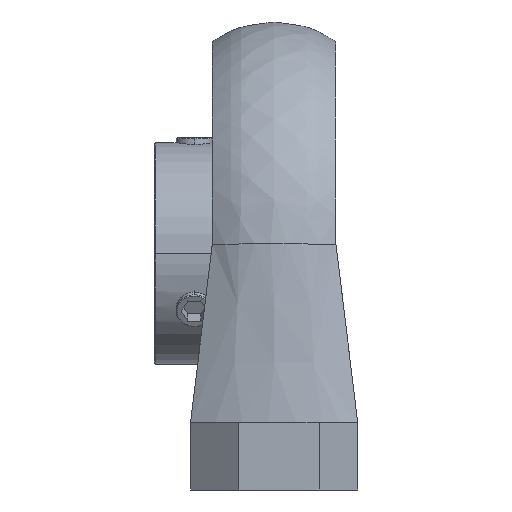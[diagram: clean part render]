
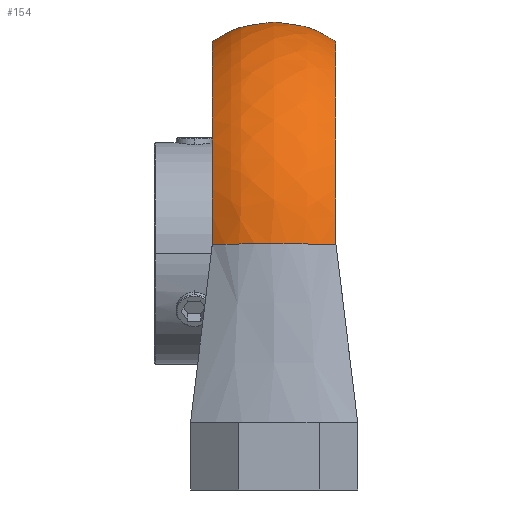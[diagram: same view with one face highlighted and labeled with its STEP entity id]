
A CAD part, left-side view. The second image highlights one B-rep face of the part: STEP entity #154.
In plain terms, the highlighted free-form (B-spline) face has degree [2, 3] with [3, 18] control points.
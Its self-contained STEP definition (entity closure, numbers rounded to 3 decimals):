
#154=ADVANCED_FACE('',(#306),#2231,.T.);
#306=FACE_OUTER_BOUND('',#464,.T.);
#464=EDGE_LOOP('',(#856,#857,#858,#859));
#856=ORIENTED_EDGE('',*,*,#1428,.F.);
#857=ORIENTED_EDGE('',*,*,#1427,.T.);
#858=ORIENTED_EDGE('',*,*,#1426,.F.);
#859=ORIENTED_EDGE('',*,*,#1425,.F.);
#1425=EDGE_CURVE('',#2022,#2054,#1702,.T.);
#1426=EDGE_CURVE('',#2054,#2055,#1703,.T.);
#1427=EDGE_CURVE('',#2023,#2055,#1704,.T.);
#1428=EDGE_CURVE('',#2023,#2022,#1705,.T.);
#1702=(
BOUNDED_CURVE()
B_SPLINE_CURVE(3,(#3276,#3277,#3278,#3279,#3280,#3281,#3282,#3283,#3284,
#3285,#3286,#3287,#3288,#3289,#3290,#3291,#3292,#3293),.UNSPECIFIED.,.F.,
 .F.)
B_SPLINE_CURVE_WITH_KNOTS((4,2,2,2,2,2,2,2,4),(0.,8.39,16.779,
25.169,33.558,41.948,50.337,58.727,
67.116),.UNSPECIFIED.)
CURVE()
GEOMETRIC_REPRESENTATION_ITEM()
RATIONAL_B_SPLINE_CURVE((1.,1.,1.,1.,1.,1.,
1.,1.,1.,1.,1.,1.,1.,1.,1.,1.,1.,1.))
REPRESENTATION_ITEM('')
);
#1703=(
BOUNDED_CURVE()
B_SPLINE_CURVE(2,(#3294,#3295,#3296),.UNSPECIFIED.,.F.,.F.)
B_SPLINE_CURVE_WITH_KNOTS((3,3),(-13.618,0.),.UNSPECIFIED.)
CURVE()
GEOMETRIC_REPRESENTATION_ITEM()
RATIONAL_B_SPLINE_CURVE((1.,0.822,1.))
REPRESENTATION_ITEM('')
);
#1704=(
BOUNDED_CURVE()
B_SPLINE_CURVE(3,(#3297,#3298,#3299,#3300,#3301,#3302,#3303,#3304,#3305,
#3306,#3307,#3308,#3309,#3310,#3311,#3312,#3313,#3314),.UNSPECIFIED.,.F.,
 .F.)
B_SPLINE_CURVE_WITH_KNOTS((4,2,2,2,2,2,2,2,4),(0.,8.39,16.779,
25.169,33.558,41.948,50.337,58.727,
67.116),.UNSPECIFIED.)
CURVE()
GEOMETRIC_REPRESENTATION_ITEM()
RATIONAL_B_SPLINE_CURVE((1.,1.,1.,1.,1.,1.,
1.,1.,1.,1.,1.,1.,1.,1.,1.,1.,1.,1.))
REPRESENTATION_ITEM('')
);
#1705=(
BOUNDED_CURVE()
B_SPLINE_CURVE(2,(#3315,#3316,#3317),.UNSPECIFIED.,.F.,.F.)
B_SPLINE_CURVE_WITH_KNOTS((3,3),(0.,13.618),.UNSPECIFIED.)
CURVE()
GEOMETRIC_REPRESENTATION_ITEM()
RATIONAL_B_SPLINE_CURVE((1.,0.822,1.))
REPRESENTATION_ITEM('')
);
#2022=VERTEX_POINT('',#2818);
#2023=VERTEX_POINT('',#2819);
#2054=VERTEX_POINT('',#2850);
#2055=VERTEX_POINT('',#2851);
#2231=(
BOUNDED_SURFACE()
B_SPLINE_SURFACE(2,3,((#2717,#2718,#2719,#2720,#2721,#2722,#2723,#2724,
#2725,#2726,#2727,#2728,#2729,#2730,#2731,#2732,#2733,#2734),(#2735,#2736,
#2737,#2738,#2739,#2740,#2741,#2742,#2743,#2744,#2745,#2746,#2747,#2748,
#2749,#2750,#2751,#2752),(#2753,#2754,#2755,#2756,#2757,#2758,#2759,#2760,
#2761,#2762,#2763,#2764,#2765,#2766,#2767,#2768,#2769,#2770)),
 .UNSPECIFIED.,.F.,.F.,.F.)
B_SPLINE_SURFACE_WITH_KNOTS((3,3),(4,2,2,2,2,2,2,2,4),(-13.618,
0.),(0.,8.39,16.779,25.169,33.558,
41.948,50.337,58.727,67.116),
 .UNSPECIFIED.)
GEOMETRIC_REPRESENTATION_ITEM()
RATIONAL_B_SPLINE_SURFACE(((1.,1.,1.,1.,1.,1.,
1.,1.,1.,1.,1.,1.,1.,1.,1.,1.,1.,1.),(0.822,
0.822,0.822,0.822,0.822,
0.822,0.822,0.822,0.822,
0.822,0.822,0.822,0.822,
0.822,0.822,0.822,0.822,
0.822),(1.,1.,1.,1.,1.,1.,1.,
1.,1.,1.,1.,1.,1.,1.,1.,1.,1.,1.)))
REPRESENTATION_ITEM('')
SURFACE()
);
#2717=CARTESIAN_POINT('',(-21.924,11.494,25.396));
#2718=CARTESIAN_POINT('',(-21.808,11.494,28.191));
#2719=CARTESIAN_POINT('',(-21.15,11.494,30.961));
#2720=CARTESIAN_POINT('',(-18.848,11.494,36.059));
#2721=CARTESIAN_POINT('',(-17.204,11.494,38.384));
#2722=CARTESIAN_POINT('',(-13.167,11.494,42.255));
#2723=CARTESIAN_POINT('',(-10.775,11.494,43.799));
#2724=CARTESIAN_POINT('',(-5.585,11.494,45.886));
#2725=CARTESIAN_POINT('',(-2.79,11.494,46.427));
#2726=CARTESIAN_POINT('',(2.804,11.494,46.427));
#2727=CARTESIAN_POINT('',(5.599,11.494,45.886));
#2728=CARTESIAN_POINT('',(10.789,11.494,43.799));
#2729=CARTESIAN_POINT('',(13.181,11.494,42.255));
#2730=CARTESIAN_POINT('',(17.218,11.494,38.384));
#2731=CARTESIAN_POINT('',(18.862,11.494,36.059));
#2732=CARTESIAN_POINT('',(21.164,11.494,30.961));
#2733=CARTESIAN_POINT('',(21.822,11.494,28.191));
#2734=CARTESIAN_POINT('',(21.938,11.494,25.396));
#2735=CARTESIAN_POINT('',(-26.353,5.094,25.582));
#2736=CARTESIAN_POINT('',(-26.214,5.094,28.941));
#2737=CARTESIAN_POINT('',(-25.422,5.094,32.27));
#2738=CARTESIAN_POINT('',(-22.656,5.094,38.398));
#2739=CARTESIAN_POINT('',(-20.68,5.094,41.193));
#2740=CARTESIAN_POINT('',(-15.828,5.094,45.846));
#2741=CARTESIAN_POINT('',(-12.953,5.094,47.702));
#2742=CARTESIAN_POINT('',(-6.715,5.094,50.21));
#2743=CARTESIAN_POINT('',(-3.355,5.094,50.86));
#2744=CARTESIAN_POINT('',(3.369,5.094,50.86));
#2745=CARTESIAN_POINT('',(6.728,5.094,50.21));
#2746=CARTESIAN_POINT('',(12.967,5.094,47.702));
#2747=CARTESIAN_POINT('',(15.842,5.094,45.846));
#2748=CARTESIAN_POINT('',(20.694,5.094,41.193));
#2749=CARTESIAN_POINT('',(22.67,5.094,38.398));
#2750=CARTESIAN_POINT('',(25.436,5.094,32.27));
#2751=CARTESIAN_POINT('',(26.228,5.094,28.941));
#2752=CARTESIAN_POINT('',(26.367,5.094,25.582));
#2753=CARTESIAN_POINT('',(-21.924,-1.306,25.396));
#2754=CARTESIAN_POINT('',(-21.808,-1.306,28.191));
#2755=CARTESIAN_POINT('',(-21.15,-1.306,30.961));
#2756=CARTESIAN_POINT('',(-18.848,-1.306,36.059));
#2757=CARTESIAN_POINT('',(-17.204,-1.306,38.384));
#2758=CARTESIAN_POINT('',(-13.167,-1.306,42.255));
#2759=CARTESIAN_POINT('',(-10.775,-1.306,43.799));
#2760=CARTESIAN_POINT('',(-5.585,-1.306,45.886));
#2761=CARTESIAN_POINT('',(-2.79,-1.306,46.427));
#2762=CARTESIAN_POINT('',(2.804,-1.306,46.427));
#2763=CARTESIAN_POINT('',(5.599,-1.306,45.886));
#2764=CARTESIAN_POINT('',(10.789,-1.306,43.799));
#2765=CARTESIAN_POINT('',(13.181,-1.306,42.255));
#2766=CARTESIAN_POINT('',(17.218,-1.306,38.384));
#2767=CARTESIAN_POINT('',(18.862,-1.306,36.059));
#2768=CARTESIAN_POINT('',(21.164,-1.306,30.961));
#2769=CARTESIAN_POINT('',(21.822,-1.306,28.191));
#2770=CARTESIAN_POINT('',(21.938,-1.306,25.396));
#2818=CARTESIAN_POINT('',(-21.924,11.494,25.396));
#2819=CARTESIAN_POINT('',(-21.924,-1.306,25.396));
#2850=CARTESIAN_POINT('',(21.938,11.494,25.396));
#2851=CARTESIAN_POINT('',(21.938,-1.306,25.396));
#3276=CARTESIAN_POINT('',(-21.924,11.494,25.396));
#3277=CARTESIAN_POINT('',(-21.808,11.494,28.191));
#3278=CARTESIAN_POINT('',(-21.15,11.494,30.961));
#3279=CARTESIAN_POINT('',(-18.848,11.494,36.059));
#3280=CARTESIAN_POINT('',(-17.204,11.494,38.384));
#3281=CARTESIAN_POINT('',(-13.167,11.494,42.255));
#3282=CARTESIAN_POINT('',(-10.775,11.494,43.799));
#3283=CARTESIAN_POINT('',(-5.585,11.494,45.886));
#3284=CARTESIAN_POINT('',(-2.79,11.494,46.427));
#3285=CARTESIAN_POINT('',(2.804,11.494,46.427));
#3286=CARTESIAN_POINT('',(5.599,11.494,45.886));
#3287=CARTESIAN_POINT('',(10.789,11.494,43.799));
#3288=CARTESIAN_POINT('',(13.181,11.494,42.255));
#3289=CARTESIAN_POINT('',(17.218,11.494,38.384));
#3290=CARTESIAN_POINT('',(18.862,11.494,36.059));
#3291=CARTESIAN_POINT('',(21.164,11.494,30.961));
#3292=CARTESIAN_POINT('',(21.822,11.494,28.191));
#3293=CARTESIAN_POINT('',(21.938,11.494,25.396));
#3294=CARTESIAN_POINT('',(21.938,11.494,25.396));
#3295=CARTESIAN_POINT('',(26.367,5.094,25.582));
#3296=CARTESIAN_POINT('',(21.938,-1.306,25.396));
#3297=CARTESIAN_POINT('',(-21.924,-1.306,25.396));
#3298=CARTESIAN_POINT('',(-21.808,-1.306,28.191));
#3299=CARTESIAN_POINT('',(-21.15,-1.306,30.961));
#3300=CARTESIAN_POINT('',(-18.848,-1.306,36.059));
#3301=CARTESIAN_POINT('',(-17.204,-1.306,38.384));
#3302=CARTESIAN_POINT('',(-13.167,-1.306,42.255));
#3303=CARTESIAN_POINT('',(-10.775,-1.306,43.799));
#3304=CARTESIAN_POINT('',(-5.585,-1.306,45.886));
#3305=CARTESIAN_POINT('',(-2.79,-1.306,46.427));
#3306=CARTESIAN_POINT('',(2.804,-1.306,46.427));
#3307=CARTESIAN_POINT('',(5.599,-1.306,45.886));
#3308=CARTESIAN_POINT('',(10.789,-1.306,43.799));
#3309=CARTESIAN_POINT('',(13.181,-1.306,42.255));
#3310=CARTESIAN_POINT('',(17.218,-1.306,38.384));
#3311=CARTESIAN_POINT('',(18.862,-1.306,36.059));
#3312=CARTESIAN_POINT('',(21.164,-1.306,30.961));
#3313=CARTESIAN_POINT('',(21.822,-1.306,28.191));
#3314=CARTESIAN_POINT('',(21.938,-1.306,25.396));
#3315=CARTESIAN_POINT('',(-21.924,-1.306,25.396));
#3316=CARTESIAN_POINT('',(-26.353,5.094,25.582));
#3317=CARTESIAN_POINT('',(-21.924,11.494,25.396));
